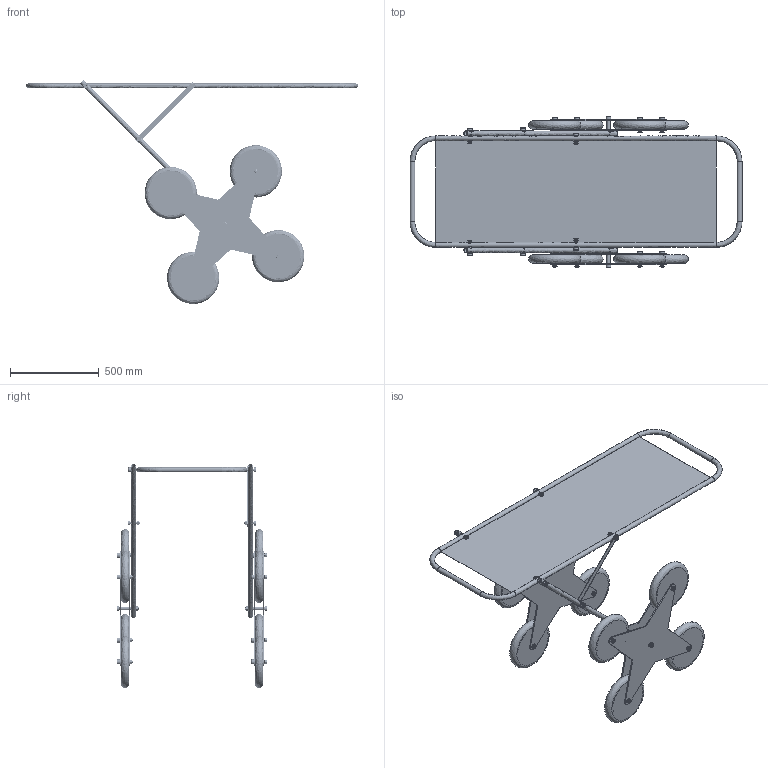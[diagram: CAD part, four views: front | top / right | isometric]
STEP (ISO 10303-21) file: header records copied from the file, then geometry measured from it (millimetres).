
FILE_DESCRIPTION(('FreeCAD Model'),'2;1');
FILE_NAME('Open CASCADE Shape Model','2025-04-29T03:34:29',('FreeCAD'),( 'FreeCAD'),'Open CASCADE STEP processor 7.6','FreeCAD','Unknown');
FILE_SCHEMA(('AUTOMOTIVE_DESIGN { 1 0 10303 214 1 1 1 1 }'));
Products named in the file (1): Open CASCADE STEP translator 7.6 1
Bounding box: 1866.1 x 845.41 x 1259.42 mm (x, y, z)
Volume: 35512976.7 mm3; surface area: 6582686.2 mm2
Topology: 90 solids, 90 shells, 1654 faces, 3840 edges, 2400 vertices
Faces by surface type: bspline 1654
Entity records: 105356 total; most frequent: CARTESIAN_POINT 83497, ORIENTED_EDGE 7680, EDGE_CURVE 3840, VERTEX_POINT 2400, B_SPLINE_CURVE_WITH_KNOTS 1936, FACE_BOUND 1846, EDGE_LOOP 1846, ADVANCED_FACE 1654
